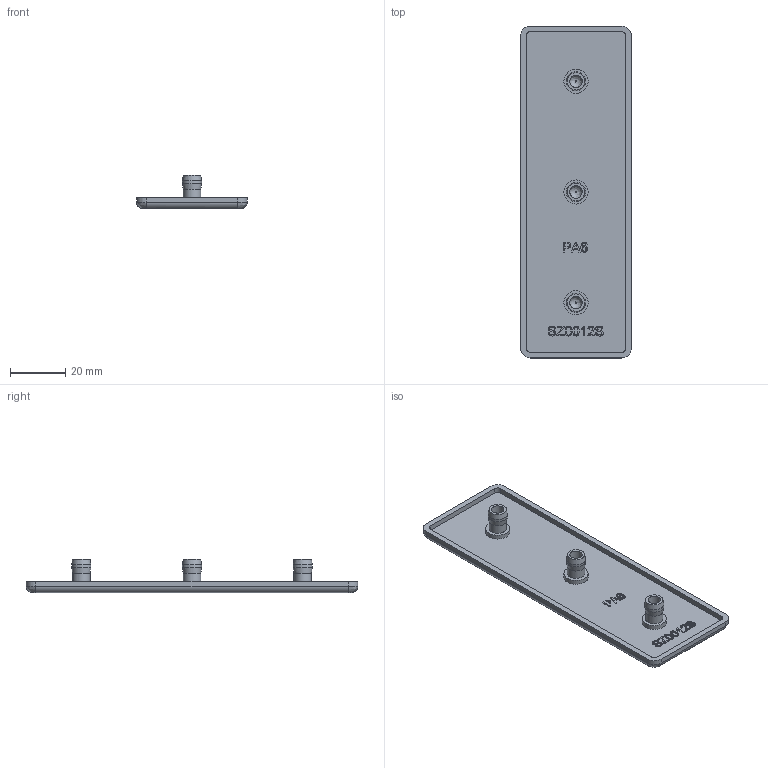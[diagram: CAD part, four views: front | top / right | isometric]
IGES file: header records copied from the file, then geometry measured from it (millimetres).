
Global section: file name: SZ0012S_A; native system: Autodesk Inventor 2015; preprocessor: unknown; author: M. Kaa; date: 20151125.103204; units: millimetre
Bounding box: 40 x 120 x 12 mm (x, y, z)
Volume: 11263.3 mm3; surface area: 12124.7 mm2
Topology: 1 solids, 1 shells, 199 faces, 524 edges, 352 vertices
Faces by surface type: bspline 199
